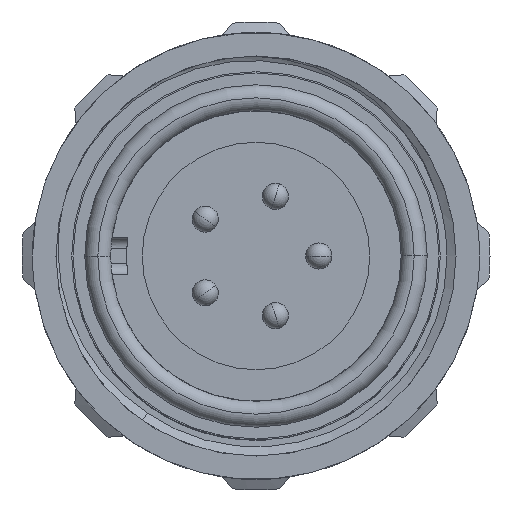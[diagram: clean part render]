
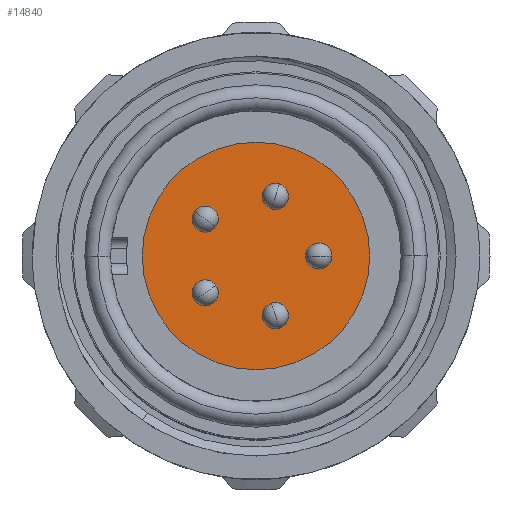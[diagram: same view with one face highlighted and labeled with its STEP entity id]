
A CAD part, left-side view. The second image highlights one B-rep face of the part: STEP entity #14840.
In plain terms, the highlighted planar face has unit normal (-1, 0, 0).
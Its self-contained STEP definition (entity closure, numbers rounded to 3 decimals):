
#6438=CARTESIAN_POINT('',(29.7,0.,0.));
#6439=DIRECTION('',(1.,0.,0.));
#6440=DIRECTION('',(0.,1.,0.));
#6441=AXIS2_PLACEMENT_3D('',#6438,#6439,#6440);
#6443=CARTESIAN_POINT('',(29.7,0.,0.));
#6444=DIRECTION('',(1.,0.,0.));
#6445=DIRECTION('',(0.,-1.,0.));
#6446=AXIS2_PLACEMENT_3D('',#6443,#6444,#6445);
#6448=CARTESIAN_POINT('',(29.7,-2.4,0.));
#6449=DIRECTION('',(-1.,0.,0.));
#6450=DIRECTION('',(0.,-1.,0.));
#6451=AXIS2_PLACEMENT_3D('',#6448,#6449,#6450);
#6453=CARTESIAN_POINT('',(29.7,-2.4,0.));
#6454=DIRECTION('',(-1.,0.,0.));
#6455=DIRECTION('',(0.,1.,0.));
#6456=AXIS2_PLACEMENT_3D('',#6453,#6454,#6455);
#6458=CARTESIAN_POINT('',(29.7,-0.742,-2.283));
#6459=DIRECTION('',(-1.,0.,0.));
#6460=DIRECTION('',(0.,-0.309,-0.951));
#6461=AXIS2_PLACEMENT_3D('',#6458,#6459,#6460);
#6463=CARTESIAN_POINT('',(29.7,-0.742,-2.283));
#6464=DIRECTION('',(-1.,0.,0.));
#6465=DIRECTION('',(0.,0.309,0.951));
#6466=AXIS2_PLACEMENT_3D('',#6463,#6464,#6465);
#6468=CARTESIAN_POINT('',(29.7,1.942,-1.411));
#6469=DIRECTION('',(-1.,0.,0.));
#6470=DIRECTION('',(0.,0.809,-0.588));
#6471=AXIS2_PLACEMENT_3D('',#6468,#6469,#6470);
#6473=CARTESIAN_POINT('',(29.7,1.942,-1.411));
#6474=DIRECTION('',(-1.,0.,0.));
#6475=DIRECTION('',(0.,-0.809,0.588));
#6476=AXIS2_PLACEMENT_3D('',#6473,#6474,#6475);
#6478=CARTESIAN_POINT('',(29.7,1.942,1.411));
#6479=DIRECTION('',(-1.,0.,0.));
#6480=DIRECTION('',(0.,0.809,0.588));
#6481=AXIS2_PLACEMENT_3D('',#6478,#6479,#6480);
#6483=CARTESIAN_POINT('',(29.7,1.942,1.411));
#6484=DIRECTION('',(-1.,0.,0.));
#6485=DIRECTION('',(0.,-0.809,-0.588));
#6486=AXIS2_PLACEMENT_3D('',#6483,#6484,#6485);
#6488=CARTESIAN_POINT('',(29.7,-0.742,2.283));
#6489=DIRECTION('',(-1.,0.,0.));
#6490=DIRECTION('',(0.,-0.309,0.951));
#6491=AXIS2_PLACEMENT_3D('',#6488,#6489,#6490);
#6493=CARTESIAN_POINT('',(29.7,-0.742,2.283));
#6494=DIRECTION('',(-1.,0.,0.));
#6495=DIRECTION('',(0.,0.309,-0.951));
#6496=AXIS2_PLACEMENT_3D('',#6493,#6494,#6495);
#7611=CARTESIAN_POINT('',(29.7,4.35,0.));
#7612=CARTESIAN_POINT('',(29.7,-4.35,0.));
#7613=VERTEX_POINT('',#7611);
#7614=VERTEX_POINT('',#7612);
#7615=CARTESIAN_POINT('',(29.7,-2.9,0.));
#7616=CARTESIAN_POINT('',(29.7,-1.9,0.));
#7617=VERTEX_POINT('',#7615);
#7618=VERTEX_POINT('',#7616);
#7619=CARTESIAN_POINT('',(29.7,-0.896,-2.758));
#7620=CARTESIAN_POINT('',(29.7,-0.587,-1.807));
#7621=VERTEX_POINT('',#7619);
#7622=VERTEX_POINT('',#7620);
#7623=CARTESIAN_POINT('',(29.7,2.346,-1.705));
#7624=CARTESIAN_POINT('',(29.7,1.537,-1.117));
#7625=VERTEX_POINT('',#7623);
#7626=VERTEX_POINT('',#7624);
#7627=CARTESIAN_POINT('',(29.7,2.346,1.705));
#7628=CARTESIAN_POINT('',(29.7,1.537,1.117));
#7629=VERTEX_POINT('',#7627);
#7630=VERTEX_POINT('',#7628);
#7631=CARTESIAN_POINT('',(29.7,-0.896,2.758));
#7632=CARTESIAN_POINT('',(29.7,-0.587,1.807));
#7633=VERTEX_POINT('',#7631);
#7634=VERTEX_POINT('',#7632);
#14800=CARTESIAN_POINT('',(29.7,0.,0.));
#14801=DIRECTION('',(1.,0.,0.));
#14802=DIRECTION('',(0.,1.,0.));
#14803=AXIS2_PLACEMENT_3D('',#14800,#14801,#14802);
#14804=PLANE('',#14803);
#14805=ORIENTED_EDGE('',*,*,#14790,.T.);
#14807=ORIENTED_EDGE('',*,*,#14806,.T.);
#14808=EDGE_LOOP('',(#14805,#14807));
#14809=FACE_OUTER_BOUND('',#14808,.F.);
#14811=ORIENTED_EDGE('',*,*,#14810,.T.);
#14813=ORIENTED_EDGE('',*,*,#14812,.T.);
#14814=EDGE_LOOP('',(#14811,#14813));
#14815=FACE_BOUND('',#14814,.F.);
#14817=ORIENTED_EDGE('',*,*,#14816,.T.);
#14819=ORIENTED_EDGE('',*,*,#14818,.T.);
#14820=EDGE_LOOP('',(#14817,#14819));
#14821=FACE_BOUND('',#14820,.F.);
#14823=ORIENTED_EDGE('',*,*,#14822,.T.);
#14825=ORIENTED_EDGE('',*,*,#14824,.T.);
#14826=EDGE_LOOP('',(#14823,#14825));
#14827=FACE_BOUND('',#14826,.F.);
#14829=ORIENTED_EDGE('',*,*,#14828,.T.);
#14831=ORIENTED_EDGE('',*,*,#14830,.T.);
#14832=EDGE_LOOP('',(#14829,#14831));
#14833=FACE_BOUND('',#14832,.F.);
#14835=ORIENTED_EDGE('',*,*,#14834,.T.);
#14837=ORIENTED_EDGE('',*,*,#14836,.T.);
#14838=EDGE_LOOP('',(#14835,#14837));
#14839=FACE_BOUND('',#14838,.F.);
#14840=ADVANCED_FACE('',(#14809,#14815,#14821,#14827,#14833,#14839),#14804,.F.);
#6442=CIRCLE('',#6441,4.35);
#6447=CIRCLE('',#6446,4.35);
#6452=CIRCLE('',#6451,0.5);
#6457=CIRCLE('',#6456,0.5);
#6462=CIRCLE('',#6461,0.5);
#6467=CIRCLE('',#6466,0.5);
#6472=CIRCLE('',#6471,0.5);
#6477=CIRCLE('',#6476,0.5);
#6482=CIRCLE('',#6481,0.5);
#6487=CIRCLE('',#6486,0.5);
#6492=CIRCLE('',#6491,0.5);
#6497=CIRCLE('',#6496,0.5);
#14790=EDGE_CURVE('',#7613,#7614,#6442,.T.);
#14806=EDGE_CURVE('',#7614,#7613,#6447,.T.);
#14810=EDGE_CURVE('',#7617,#7618,#6452,.T.);
#14812=EDGE_CURVE('',#7618,#7617,#6457,.T.);
#14816=EDGE_CURVE('',#7621,#7622,#6462,.T.);
#14818=EDGE_CURVE('',#7622,#7621,#6467,.T.);
#14822=EDGE_CURVE('',#7625,#7626,#6472,.T.);
#14824=EDGE_CURVE('',#7626,#7625,#6477,.T.);
#14828=EDGE_CURVE('',#7629,#7630,#6482,.T.);
#14830=EDGE_CURVE('',#7630,#7629,#6487,.T.);
#14834=EDGE_CURVE('',#7633,#7634,#6492,.T.);
#14836=EDGE_CURVE('',#7634,#7633,#6497,.T.);
